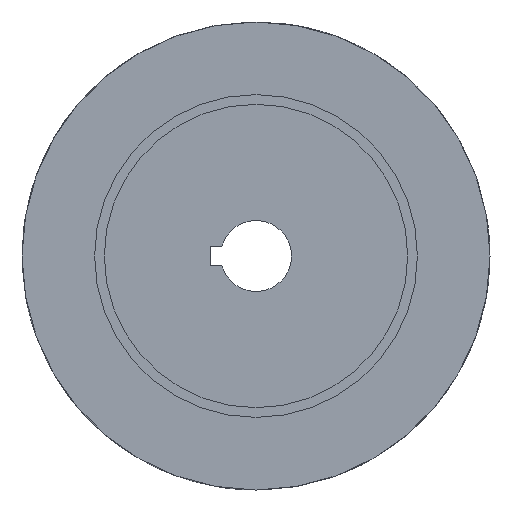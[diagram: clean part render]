
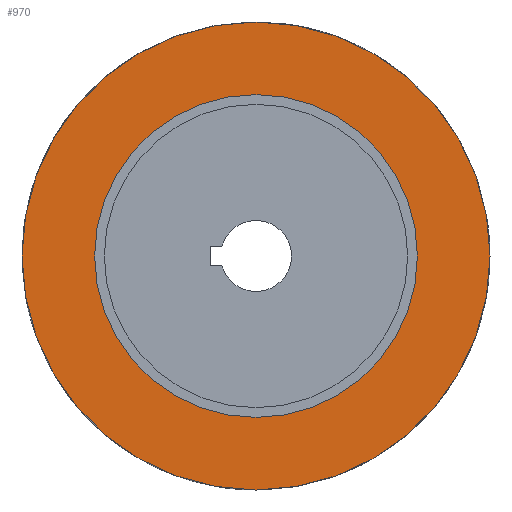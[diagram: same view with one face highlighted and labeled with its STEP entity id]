
A CAD part, left-side view. The second image highlights one B-rep face of the part: STEP entity #970.
In plain terms, the highlighted planar face has unit normal (-1, 0, 0).
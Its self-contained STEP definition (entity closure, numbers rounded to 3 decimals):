
#46=FACE_BOUND('',#209,.T.);
#104=PLANE('',#1114);
#152=FACE_OUTER_BOUND('',#208,.T.);
#208=EDGE_LOOP('',(#842,#843));
#209=EDGE_LOOP('',(#844,#845));
#346=CIRCLE('',#1112,50.);
#347=CIRCLE('',#1113,50.);
#348=CIRCLE('',#1115,72.5);
#349=CIRCLE('',#1116,72.5);
#444=VERTEX_POINT('',#2587);
#445=VERTEX_POINT('',#2588);
#446=VERTEX_POINT('',#2593);
#447=VERTEX_POINT('',#2594);
#592=EDGE_CURVE('',#444,#445,#346,.T.);
#593=EDGE_CURVE('',#445,#444,#347,.T.);
#595=EDGE_CURVE('',#446,#447,#348,.T.);
#596=EDGE_CURVE('',#447,#446,#349,.T.);
#842=ORIENTED_EDGE('',*,*,#595,.F.);
#843=ORIENTED_EDGE('',*,*,#596,.F.);
#844=ORIENTED_EDGE('',*,*,#592,.T.);
#845=ORIENTED_EDGE('',*,*,#593,.T.);
#970=ADVANCED_FACE('',(#152,#46),#104,.T.);
#1112=AXIS2_PLACEMENT_3D('',#2589,#1372,#1373);
#1113=AXIS2_PLACEMENT_3D('',#2590,#1374,#1375);
#1114=AXIS2_PLACEMENT_3D('',#2592,#1377,#1378);
#1115=AXIS2_PLACEMENT_3D('',#2595,#1379,#1380);
#1116=AXIS2_PLACEMENT_3D('',#2596,#1381,#1382);
#1372=DIRECTION('center_axis',(1.,0.,0.));
#1373=DIRECTION('ref_axis',(0.,0.,-1.));
#1374=DIRECTION('center_axis',(1.,0.,0.));
#1375=DIRECTION('ref_axis',(0.,0.,-1.));
#1377=DIRECTION('center_axis',(-1.,0.,0.));
#1378=DIRECTION('ref_axis',(0.,0.,1.));
#1379=DIRECTION('center_axis',(1.,0.,0.));
#1380=DIRECTION('ref_axis',(0.,0.,-1.));
#1381=DIRECTION('center_axis',(1.,0.,0.));
#1382=DIRECTION('ref_axis',(0.,0.,-1.));
#2587=CARTESIAN_POINT('',(0.,50.,0.));
#2588=CARTESIAN_POINT('',(0.,-50.,0.));
#2589=CARTESIAN_POINT('Origin',(0.,0.,0.));
#2590=CARTESIAN_POINT('Origin',(0.,0.,0.));
#2592=CARTESIAN_POINT('Origin',(0.,72.5,0.));
#2593=CARTESIAN_POINT('',(0.,72.5,0.));
#2594=CARTESIAN_POINT('',(0.,-72.5,0.));
#2595=CARTESIAN_POINT('Origin',(0.,0.,0.));
#2596=CARTESIAN_POINT('Origin',(0.,0.,0.));
